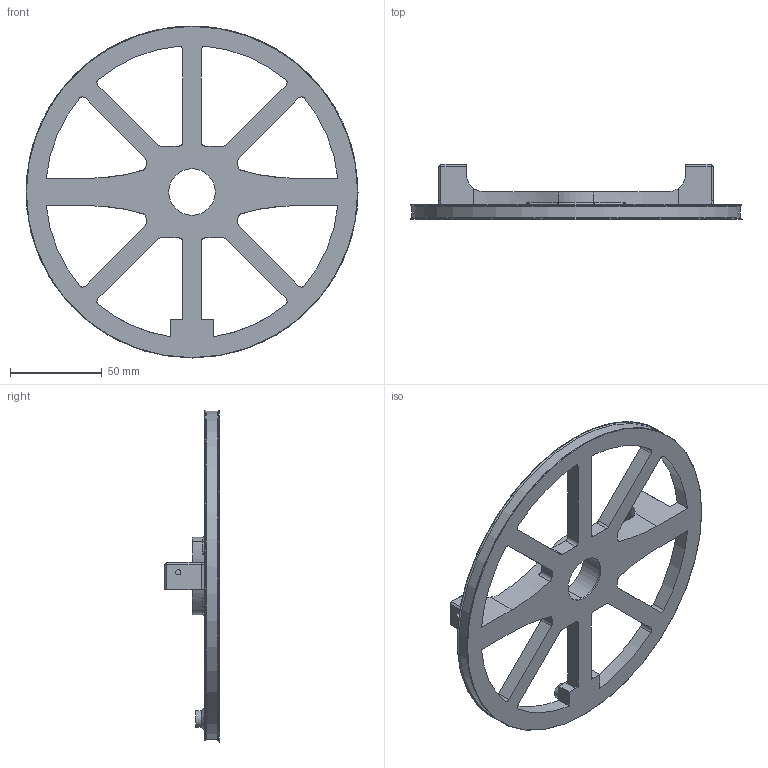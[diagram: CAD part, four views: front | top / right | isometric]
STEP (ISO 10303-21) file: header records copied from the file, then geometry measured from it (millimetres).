
FILE_DESCRIPTION (( 'STEP AP203' ), '1' );
FILE_NAME ('u3_drivedisc_DEC_unimount_v2.step', '2021-01-10T11:58:58', ( '' ), ( '' ), 'SwSTEP 2.0', 'SolidWorks 2020', '' );
FILE_SCHEMA (( 'CONFIG_CONTROL_DESIGN' ));
Length unit declared in the file: millimetre
Products named in the file (1): u3_drivedisc_DEC_unimount_v2
Bounding box: 181.43 x 30 x 181.43 mm (x, y, z)
Volume: 124829.7 mm3; surface area: 47135 mm2
Topology: 1 solids, 1 shells, 170 faces, 490 edges, 315 vertices
Faces by surface type: cylinder 78, plane 66, torus 10, cone 10, bspline 6
Entity records: 5979 total; most frequent: CARTESIAN_POINT 1303, DIRECTION 990, ORIENTED_EDGE 976, EDGE_CURVE 488, AXIS2_PLACEMENT_3D 368, VERTEX_POINT 315, VECTOR 254, LINE 254
